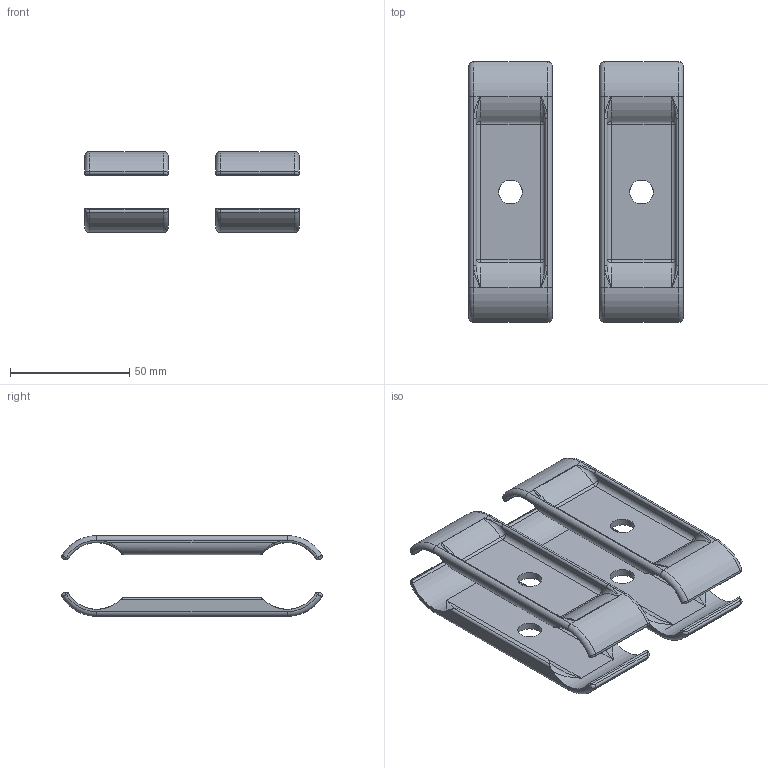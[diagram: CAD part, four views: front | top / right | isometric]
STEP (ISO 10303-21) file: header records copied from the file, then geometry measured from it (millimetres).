
FILE_DESCRIPTION((''),'2;1');
FILE_NAME('86322.ipt.stp','2015-02-11T14:54:37',('Envy'),(''),'Autodesk Inventor 2013','Autodesk Inventor 2013','');
FILE_SCHEMA(('AUTOMOTIVE_DESIGN { 1 0 10303 214 1 1 1 1 }'));
Length unit declared in the file: millimetre
Products named in the file (3): 86322; 86304; 86305
Assembly tree (4 placements, depth 2):
  86322
    86304  x2
    86305  x2
Bounding box: 90 x 109.47 x 34 mm (x, y, z)
Volume: 53782.5 mm3; surface area: 38007.5 mm2
Topology: 4 solids, 4 shells, 224 faces, 498 edges, 274 vertices
Faces by surface type: cylinder 88, bspline 48, plane 40, torus 32, sphere 16
Full cylindrical faces by diameter (mm): 10 x4
Entity records: 4065 total; most frequent: CARTESIAN_POINT 1663, ORIENTED_EDGE 486, DIRECTION 477, EDGE_CURVE 243, AXIS2_PLACEMENT_3D 203, VERTEX_POINT 137, EDGE_LOOP 118, FACE_OUTER_BOUND 112
